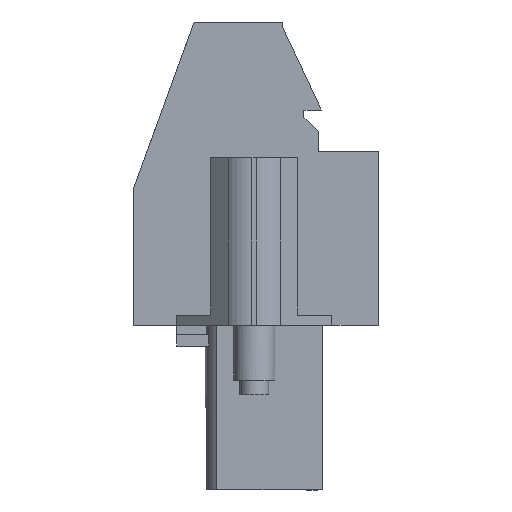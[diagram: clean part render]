
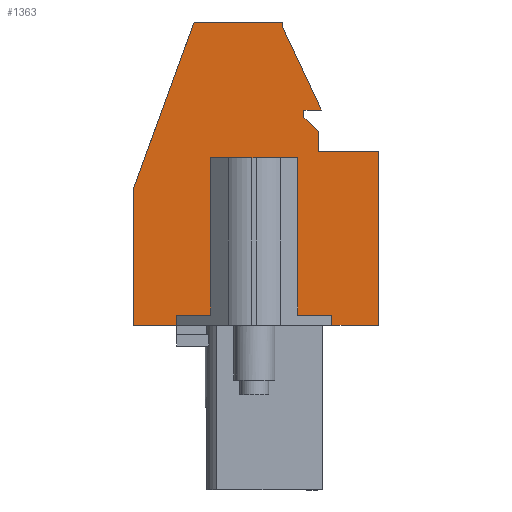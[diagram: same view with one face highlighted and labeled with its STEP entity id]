
A CAD part, left-side view. The second image highlights one B-rep face of the part: STEP entity #1363.
In plain terms, the highlighted planar face has unit normal (-1, 0, 0).
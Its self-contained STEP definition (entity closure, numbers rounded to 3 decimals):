
#631=AXIS2_PLACEMENT_3D('Plane Axis2P3D',#628,#629,#630) ;
#107=CARTESIAN_POINT('Line Origine',(3.47,1.125,7.95)) ;
#111=CARTESIAN_POINT('Vertex',(3.47,2.25,7.95)) ;
#113=CARTESIAN_POINT('Vertex',(3.47,0.,7.95)) ;
#162=CARTESIAN_POINT('Vertex',(3.47,9.75,7.95)) ;
#165=CARTESIAN_POINT('Line Origine',(3.47,10.79,7.95)) ;
#169=CARTESIAN_POINT('Vertex',(3.47,11.83,7.95)) ;
#628=CARTESIAN_POINT('Axis2P3D Location',(3.47,12.132,0.)) ;
#1251=CARTESIAN_POINT('Line Origine',(3.47,0.,12.15)) ;
#1255=CARTESIAN_POINT('Vertex',(3.47,0.,16.35)) ;
#1258=CARTESIAN_POINT('Line Origine',(3.47,1.45,16.35)) ;
#1262=CARTESIAN_POINT('Vertex',(3.47,2.9,16.35)) ;
#1265=CARTESIAN_POINT('Line Origine',(3.47,2.9,16.825)) ;
#1269=CARTESIAN_POINT('Vertex',(3.47,2.9,17.3)) ;
#1272=CARTESIAN_POINT('Line Origine',(3.47,3.25,17.65)) ;
#1276=CARTESIAN_POINT('Vertex',(3.47,3.6,18.)) ;
#1279=CARTESIAN_POINT('Line Origine',(3.47,3.6,18.175)) ;
#1283=CARTESIAN_POINT('Vertex',(3.47,3.6,18.35)) ;
#1286=CARTESIAN_POINT('Line Origine',(3.47,3.18,18.35)) ;
#1290=CARTESIAN_POINT('Vertex',(3.47,2.76,18.35)) ;
#1293=CARTESIAN_POINT('Line Origine',(3.47,3.704,20.375)) ;
#1297=CARTESIAN_POINT('Vertex',(3.47,4.649,22.4)) ;
#1300=CARTESIAN_POINT('Line Origine',(3.47,4.649,22.5)) ;
#1304=CARTESIAN_POINT('Vertex',(3.47,4.649,22.6)) ;
#1307=CARTESIAN_POINT('Line Origine',(3.47,6.778,22.6)) ;
#1311=CARTESIAN_POINT('Vertex',(3.47,8.908,22.6)) ;
#1314=CARTESIAN_POINT('Line Origine',(3.47,10.369,18.586)) ;
#1318=CARTESIAN_POINT('Vertex',(3.47,11.83,14.572)) ;
#1321=CARTESIAN_POINT('Line Origine',(3.47,11.83,11.261)) ;
#1326=CARTESIAN_POINT('Line Origine',(3.47,9.75,8.2)) ;
#1330=CARTESIAN_POINT('Vertex',(3.47,9.75,8.45)) ;
#1333=CARTESIAN_POINT('Line Origine',(3.47,6.,8.45)) ;
#1337=CARTESIAN_POINT('Vertex',(3.47,2.25,8.45)) ;
#1340=CARTESIAN_POINT('Line Origine',(3.47,2.25,8.2)) ;
#108=DIRECTION('Vector Direction',(0.,1.,0.)) ;
#166=DIRECTION('Vector Direction',(0.,-1.,0.)) ;
#629=DIRECTION('Axis2P3D Direction',(-1.,0.,0.)) ;
#630=DIRECTION('Axis2P3D XDirection',(0.,-1.,0.)) ;
#1252=DIRECTION('Vector Direction',(0.,0.,1.)) ;
#1259=DIRECTION('Vector Direction',(0.,1.,0.)) ;
#1266=DIRECTION('Vector Direction',(0.,0.,1.)) ;
#1273=DIRECTION('Vector Direction',(0.,0.707,0.707)) ;
#1280=DIRECTION('Vector Direction',(0.,0.,1.)) ;
#1287=DIRECTION('Vector Direction',(0.,-1.,0.)) ;
#1294=DIRECTION('Vector Direction',(0.,0.423,0.906)) ;
#1301=DIRECTION('Vector Direction',(0.,0.,1.)) ;
#1308=DIRECTION('Vector Direction',(0.,1.,0.)) ;
#1315=DIRECTION('Vector Direction',(0.,0.342,-0.94)) ;
#1322=DIRECTION('Vector Direction',(0.,0.,1.)) ;
#1327=DIRECTION('Vector Direction',(0.,0.,1.)) ;
#1334=DIRECTION('Vector Direction',(0.,1.,0.)) ;
#1341=DIRECTION('Vector Direction',(0.,0.,1.)) ;
#109=VECTOR('Line Direction',#108,1.) ;
#167=VECTOR('Line Direction',#166,1.) ;
#1253=VECTOR('Line Direction',#1252,1.) ;
#1260=VECTOR('Line Direction',#1259,1.) ;
#1267=VECTOR('Line Direction',#1266,1.) ;
#1274=VECTOR('Line Direction',#1273,1.) ;
#1281=VECTOR('Line Direction',#1280,1.) ;
#1288=VECTOR('Line Direction',#1287,1.) ;
#1295=VECTOR('Line Direction',#1294,1.) ;
#1302=VECTOR('Line Direction',#1301,1.) ;
#1309=VECTOR('Line Direction',#1308,1.) ;
#1316=VECTOR('Line Direction',#1315,1.) ;
#1323=VECTOR('Line Direction',#1322,1.) ;
#1328=VECTOR('Line Direction',#1327,1.) ;
#1335=VECTOR('Line Direction',#1334,1.) ;
#1342=VECTOR('Line Direction',#1341,1.) ;
#1346=ORIENTED_EDGE('',*,*,#115,.T.) ;
#1347=ORIENTED_EDGE('',*,*,#1257,.T.) ;
#1348=ORIENTED_EDGE('',*,*,#1264,.T.) ;
#1349=ORIENTED_EDGE('',*,*,#1271,.T.) ;
#1350=ORIENTED_EDGE('',*,*,#1278,.T.) ;
#1351=ORIENTED_EDGE('',*,*,#1285,.T.) ;
#1352=ORIENTED_EDGE('',*,*,#1292,.T.) ;
#1353=ORIENTED_EDGE('',*,*,#1299,.T.) ;
#1354=ORIENTED_EDGE('',*,*,#1306,.T.) ;
#1355=ORIENTED_EDGE('',*,*,#1313,.T.) ;
#1356=ORIENTED_EDGE('',*,*,#1320,.T.) ;
#1357=ORIENTED_EDGE('',*,*,#1325,.T.) ;
#1358=ORIENTED_EDGE('',*,*,#171,.F.) ;
#1359=ORIENTED_EDGE('',*,*,#1332,.T.) ;
#1360=ORIENTED_EDGE('',*,*,#1339,.F.) ;
#1361=ORIENTED_EDGE('',*,*,#1344,.F.) ;
#1363=ADVANCED_FACE('HOUSING',(#1362),#632,.T.) ;
#115=EDGE_CURVE('',#112,#114,#110,.F.) ;
#171=EDGE_CURVE('',#163,#170,#168,.F.) ;
#1257=EDGE_CURVE('',#114,#1256,#1254,.T.) ;
#1264=EDGE_CURVE('',#1256,#1263,#1261,.T.) ;
#1271=EDGE_CURVE('',#1263,#1270,#1268,.T.) ;
#1278=EDGE_CURVE('',#1270,#1277,#1275,.T.) ;
#1285=EDGE_CURVE('',#1277,#1284,#1282,.T.) ;
#1292=EDGE_CURVE('',#1284,#1291,#1289,.T.) ;
#1299=EDGE_CURVE('',#1291,#1298,#1296,.T.) ;
#1306=EDGE_CURVE('',#1298,#1305,#1303,.T.) ;
#1313=EDGE_CURVE('',#1305,#1312,#1310,.T.) ;
#1320=EDGE_CURVE('',#1312,#1319,#1317,.T.) ;
#1325=EDGE_CURVE('',#1319,#170,#1324,.F.) ;
#1332=EDGE_CURVE('',#163,#1331,#1329,.T.) ;
#1339=EDGE_CURVE('',#1338,#1331,#1336,.T.) ;
#1344=EDGE_CURVE('',#112,#1338,#1343,.T.) ;
#1345=EDGE_LOOP('',(#1346,#1347,#1348,#1349,#1350,#1351,#1352,#1353,#1354,#1355,#1356,#1357,#1358,#1359,#1360,#1361)) ;
#1362=FACE_OUTER_BOUND('',#1345,.T.) ;
#110=LINE('Line',#107,#109) ;
#168=LINE('Line',#165,#167) ;
#1254=LINE('Line',#1251,#1253) ;
#1261=LINE('Line',#1258,#1260) ;
#1268=LINE('Line',#1265,#1267) ;
#1275=LINE('Line',#1272,#1274) ;
#1282=LINE('Line',#1279,#1281) ;
#1289=LINE('Line',#1286,#1288) ;
#1296=LINE('Line',#1293,#1295) ;
#1303=LINE('Line',#1300,#1302) ;
#1310=LINE('Line',#1307,#1309) ;
#1317=LINE('Line',#1314,#1316) ;
#1324=LINE('Line',#1321,#1323) ;
#1329=LINE('Line',#1326,#1328) ;
#1336=LINE('Line',#1333,#1335) ;
#1343=LINE('Line',#1340,#1342) ;
#632=PLANE('',#631) ;
#112=VERTEX_POINT('',#111) ;
#114=VERTEX_POINT('',#113) ;
#163=VERTEX_POINT('',#162) ;
#170=VERTEX_POINT('',#169) ;
#1256=VERTEX_POINT('',#1255) ;
#1263=VERTEX_POINT('',#1262) ;
#1270=VERTEX_POINT('',#1269) ;
#1277=VERTEX_POINT('',#1276) ;
#1284=VERTEX_POINT('',#1283) ;
#1291=VERTEX_POINT('',#1290) ;
#1298=VERTEX_POINT('',#1297) ;
#1305=VERTEX_POINT('',#1304) ;
#1312=VERTEX_POINT('',#1311) ;
#1319=VERTEX_POINT('',#1318) ;
#1331=VERTEX_POINT('',#1330) ;
#1338=VERTEX_POINT('',#1337) ;
